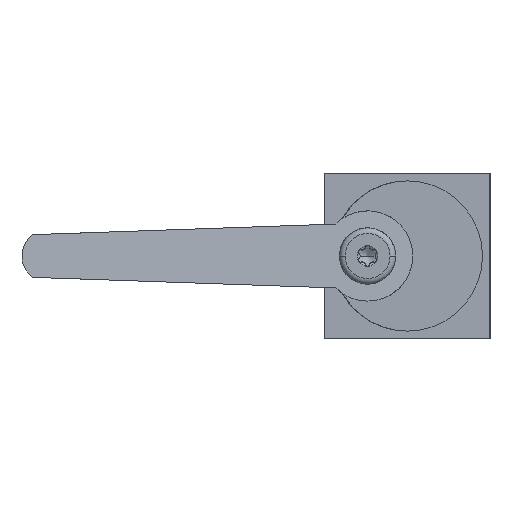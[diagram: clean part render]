
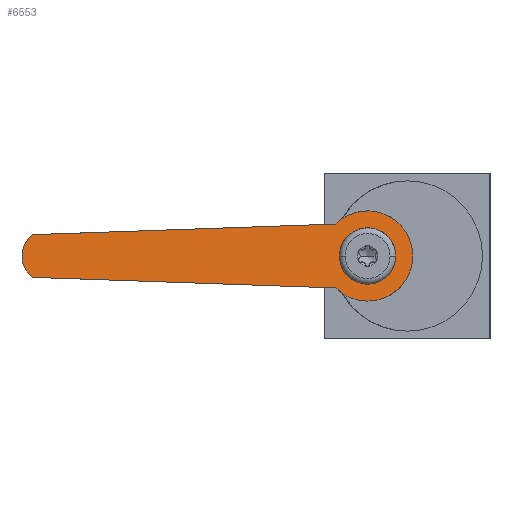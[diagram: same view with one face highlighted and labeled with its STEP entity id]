
A CAD part, left-side view. The second image highlights one B-rep face of the part: STEP entity #6553.
In plain terms, the highlighted planar face has unit normal (-0.966, -0.259, 0).
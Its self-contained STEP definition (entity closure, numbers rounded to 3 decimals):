
#649=CARTESIAN_POINT('',(-42.118,41.071,-30.5));
#650=CARTESIAN_POINT('',(-42.005,40.648,-30.921));
#651=CARTESIAN_POINT('',(-41.8,39.883,-31.569));
#652=CARTESIAN_POINT('',(-41.43,38.501,-32.5));
#653=CARTESIAN_POINT('',(-41.015,36.951,-33.235));
#654=CARTESIAN_POINT('',(-40.557,35.244,-33.746));
#655=CARTESIAN_POINT('',(-39.986,33.114,-34.068));
#656=CARTESIAN_POINT('',(-39.33,30.665,-33.954));
#657=CARTESIAN_POINT('',(-38.612,27.983,-33.191));
#658=CARTESIAN_POINT('',(-37.958,25.542,-31.841));
#659=CARTESIAN_POINT('',(-37.47,23.724,-30.192));
#660=CARTESIAN_POINT('',(-37.126,22.439,-28.459));
#661=CARTESIAN_POINT('',(-36.898,21.587,-26.887));
#662=CARTESIAN_POINT('',(-36.742,21.005,-25.266));
#663=CARTESIAN_POINT('',(-36.656,20.684,-23.618));
#664=CARTESIAN_POINT('',(-36.633,20.6,-22.607));
#665=CARTESIAN_POINT('',(-36.633,20.6,-22.));
#671=CARTESIAN_POINT('',(-41.858,40.1,-22.));
#672=CARTESIAN_POINT('',(-41.858,40.1,-22.884));
#673=CARTESIAN_POINT('',(-41.773,39.78,-24.793));
#674=CARTESIAN_POINT('',(-41.312,38.06,-27.462));
#675=CARTESIAN_POINT('',(-40.717,35.842,-28.893));
#676=CARTESIAN_POINT('',(-40.212,33.955,-29.421));
#677=CARTESIAN_POINT('',(-39.849,32.6,-29.539));
#678=CARTESIAN_POINT('',(-39.486,31.245,-29.421));
#679=CARTESIAN_POINT('',(-38.98,29.358,-28.893));
#680=CARTESIAN_POINT('',(-38.386,27.14,-27.462));
#681=CARTESIAN_POINT('',(-37.925,25.42,-24.793));
#682=CARTESIAN_POINT('',(-37.839,25.1,-22.884));
#683=CARTESIAN_POINT('',(-37.839,25.1,-22.));
#685=CARTESIAN_POINT('',(-37.839,25.1,-22.));
#686=CARTESIAN_POINT('',(-37.839,25.1,-21.116));
#687=CARTESIAN_POINT('',(-37.925,25.42,-19.207));
#688=CARTESIAN_POINT('',(-38.386,27.14,-16.538));
#689=CARTESIAN_POINT('',(-38.98,29.358,-15.107));
#690=CARTESIAN_POINT('',(-39.486,31.245,-14.579));
#691=CARTESIAN_POINT('',(-39.849,32.6,-14.461));
#692=CARTESIAN_POINT('',(-40.212,33.955,-14.579));
#693=CARTESIAN_POINT('',(-40.717,35.842,-15.107));
#694=CARTESIAN_POINT('',(-41.312,38.06,-16.538));
#695=CARTESIAN_POINT('',(-41.773,39.78,-19.207));
#696=CARTESIAN_POINT('',(-41.858,40.1,-21.116));
#697=CARTESIAN_POINT('',(-41.858,40.1,-22.));
#699=DIRECTION('',(0.259,-0.965,-0.034));
#700=VECTOR('',#699,83.507);
#701=CARTESIAN_POINT('',(-63.719,121.686,-27.685));
#702=LINE('',#701,#700);
#752=CARTESIAN_POINT('',(-36.633,20.6,-22.));
#753=CARTESIAN_POINT('',(-36.633,20.6,-21.393));
#754=CARTESIAN_POINT('',(-36.656,20.684,-20.382));
#755=CARTESIAN_POINT('',(-36.742,21.005,-18.734));
#756=CARTESIAN_POINT('',(-36.898,21.587,-17.113));
#757=CARTESIAN_POINT('',(-37.126,22.439,-15.541));
#758=CARTESIAN_POINT('',(-37.47,23.724,-13.808));
#759=CARTESIAN_POINT('',(-37.958,25.542,-12.159));
#760=CARTESIAN_POINT('',(-38.612,27.983,-10.809));
#761=CARTESIAN_POINT('',(-39.33,30.665,-10.046));
#762=CARTESIAN_POINT('',(-39.986,33.114,-9.932));
#763=CARTESIAN_POINT('',(-40.557,35.244,-10.254));
#764=CARTESIAN_POINT('',(-41.015,36.951,-10.765));
#765=CARTESIAN_POINT('',(-41.43,38.501,-11.5));
#766=CARTESIAN_POINT('',(-41.8,39.883,-12.431));
#767=CARTESIAN_POINT('',(-42.005,40.648,-13.079));
#768=CARTESIAN_POINT('',(-42.118,41.071,-13.5));
#782=DIRECTION('',(-0.259,0.965,-0.034));
#783=VECTOR('',#782,83.507);
#784=CARTESIAN_POINT('',(-42.118,41.071,-13.5));
#785=LINE('',#784,#783);
#815=CARTESIAN_POINT('',(-63.719,121.686,-16.315));
#816=CARTESIAN_POINT('',(-63.896,122.345,-16.789));
#817=CARTESIAN_POINT('',(-64.136,123.24,-17.736));
#818=CARTESIAN_POINT('',(-64.428,124.332,-19.631));
#819=CARTESIAN_POINT('',(-64.548,124.78,-22.));
#820=CARTESIAN_POINT('',(-64.428,124.332,-24.369));
#821=CARTESIAN_POINT('',(-64.136,123.24,-26.264));
#822=CARTESIAN_POINT('',(-63.896,122.345,-27.211));
#823=CARTESIAN_POINT('',(-63.719,121.686,-27.685));
#4346=CARTESIAN_POINT('',(-63.719,121.686,
-27.685));
#4347=CARTESIAN_POINT('',(-42.118,41.071,-30.5));
#4348=VERTEX_POINT('',#4346);
#4349=VERTEX_POINT('',#4347);
#4356=VERTEX_POINT('',#815);
#4359=CARTESIAN_POINT('',(-42.118,41.071,-13.5));
#4360=VERTEX_POINT('',#4359);
#4377=VERTEX_POINT('',#665);
#4378=VERTEX_POINT('',#671);
#4379=VERTEX_POINT('',#683);
#6531=CARTESIAN_POINT('',(-50.567,72.601,
-22.));
#6532=DIRECTION('',(0.966,0.259,0.));
#6533=DIRECTION('',(-0.259,0.966,0.));
#6534=AXIS2_PLACEMENT_3D('',#6531,#6532,#6533);
#6535=PLANE('',#6534);
#6537=ORIENTED_EDGE('',*,*,#6536,.F.);
#6539=ORIENTED_EDGE('',*,*,#6538,.F.);
#6541=ORIENTED_EDGE('',*,*,#6540,.F.);
#6543=ORIENTED_EDGE('',*,*,#6542,.F.);
#6544=ORIENTED_EDGE('',*,*,#6517,.F.);
#6545=EDGE_LOOP('',(#6537,#6539,#6541,#6543,#6544));
#6546=FACE_OUTER_BOUND('',#6545,.F.);
#6548=ORIENTED_EDGE('',*,*,#6547,.T.);
#6550=ORIENTED_EDGE('',*,*,#6549,.T.);
#6551=EDGE_LOOP('',(#6548,#6550));
#6552=FACE_BOUND('',#6551,.F.);
#6553=ADVANCED_FACE('',(#6546,#6552),#6535,.F.);
#666=B_SPLINE_CURVE_WITH_KNOTS('',3,(#649,#650,#651,#652,#653,#654,#655,#656,
#657,#658,#659,#660,#661,#662,#663,#664,#665),.UNSPECIFIED.,.F.,.F.,(4,1,1,1,1,
1,1,1,1,1,1,1,1,1,4),(0.,0.031,0.063,0.125,0.188,0.25,0.375,
0.5,0.625,0.75,0.813,0.875,0.938,0.969,1.),.UNSPECIFIED.);
#684=B_SPLINE_CURVE_WITH_KNOTS('',3,(#671,#672,#673,#674,#675,#676,#677,#678,
#679,#680,#681,#682,#683),.UNSPECIFIED.,.F.,.F.,(4,1,1,1,1,1,1,1,1,1,4),(0.,
0.125,0.25,0.375,0.438,0.5,0.563,0.625,0.75,0.875,1.),
.UNSPECIFIED.);
#698=B_SPLINE_CURVE_WITH_KNOTS('',3,(#685,#686,#687,#688,#689,#690,#691,#692,
#693,#694,#695,#696,#697),.UNSPECIFIED.,.F.,.F.,(4,1,1,1,1,1,1,1,1,1,4),(0.,
0.125,0.25,0.375,0.438,0.5,0.563,0.625,0.75,0.875,1.),
.UNSPECIFIED.);
#769=B_SPLINE_CURVE_WITH_KNOTS('',3,(#752,#753,#754,#755,#756,#757,#758,#759,
#760,#761,#762,#763,#764,#765,#766,#767,#768),.UNSPECIFIED.,.F.,.F.,(4,1,1,1,1,
1,1,1,1,1,1,1,1,1,4),(0.,0.031,0.063,0.125,0.188,0.25,0.375,
0.5,0.625,0.75,0.813,0.875,0.938,0.969,1.),.UNSPECIFIED.);
#824=B_SPLINE_CURVE_WITH_KNOTS('',3,(#815,#816,#817,#818,#819,#820,#821,#822,
#823),.UNSPECIFIED.,.F.,.F.,(4,1,1,1,1,1,4),(0.,0.125,0.25,0.5,0.75,
0.875,1.),.UNSPECIFIED.);
#6517=EDGE_CURVE('',#4349,#4377,#666,.T.);
#6536=EDGE_CURVE('',#4348,#4349,#702,.T.);
#6538=EDGE_CURVE('',#4356,#4348,#824,.T.);
#6540=EDGE_CURVE('',#4360,#4356,#785,.T.);
#6542=EDGE_CURVE('',#4377,#4360,#769,.T.);
#6547=EDGE_CURVE('',#4378,#4379,#684,.T.);
#6549=EDGE_CURVE('',#4379,#4378,#698,.T.);
